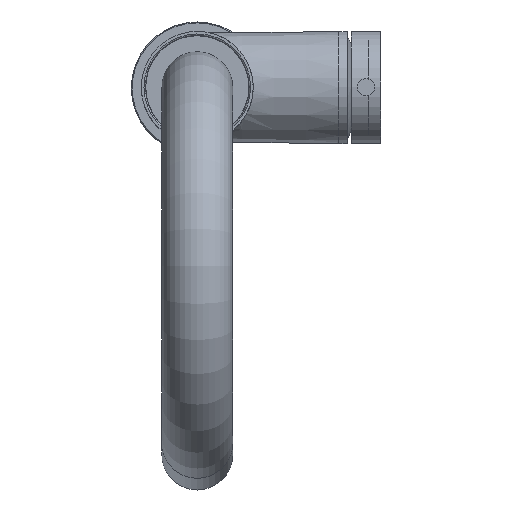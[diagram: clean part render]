
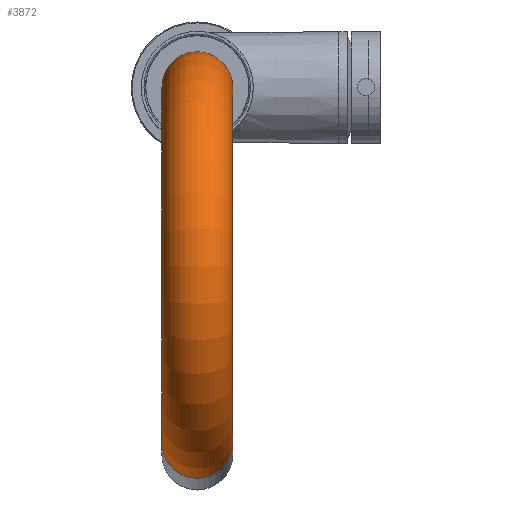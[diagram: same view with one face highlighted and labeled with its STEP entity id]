
A CAD part, top view. The second image highlights one B-rep face of the part: STEP entity #3872.
In plain terms, the highlighted toroidal (fillet/blend) face has major radius 61 mm and minor radius 12 mm.
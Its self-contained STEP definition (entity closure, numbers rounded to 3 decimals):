
#294=TOROIDAL_SURFACE('',#4284,61.,12.);
#794=FACE_OUTER_BOUND('',#1077,.T.);
#1077=EDGE_LOOP('',(#2650,#2651,#2652,#2653));
#1373=CIRCLE('',#4283,12.);
#1374=CIRCLE('',#4285,12.);
#1375=CIRCLE('',#4286,49.);
#1694=VERTEX_POINT('',#6252);
#1695=VERTEX_POINT('',#6256);
#2038=EDGE_CURVE('',#1694,#1694,#1373,.T.);
#2040=EDGE_CURVE('',#1695,#1695,#1374,.T.);
#2041=EDGE_CURVE('',#1695,#1694,#1375,.T.);
#2650=ORIENTED_EDGE('',*,*,#2040,.F.);
#2651=ORIENTED_EDGE('',*,*,#2041,.T.);
#2652=ORIENTED_EDGE('',*,*,#2038,.T.);
#2653=ORIENTED_EDGE('',*,*,#2041,.F.);
#3872=ADVANCED_FACE('',(#794),#294,.T.);
#4283=AXIS2_PLACEMENT_3D('',#6253,#4913,#4914);
#4284=AXIS2_PLACEMENT_3D('',#6255,#4916,#4917);
#4285=AXIS2_PLACEMENT_3D('',#6257,#4918,#4919);
#4286=AXIS2_PLACEMENT_3D('',#6258,#4920,#4921);
#4913=DIRECTION('center_axis',(0.,1.,0.));
#4914=DIRECTION('ref_axis',(-1.,0.,0.));
#4916=DIRECTION('center_axis',(0.,0.,-1.));
#4917=DIRECTION('ref_axis',(1.,0.,0.));
#4918=DIRECTION('center_axis',(0.174,-0.985,0.));
#4919=DIRECTION('ref_axis',(-0.985,-0.174,0.));
#4920=DIRECTION('center_axis',(0.,0.,1.));
#4921=DIRECTION('ref_axis',(1.,0.,0.));
#6252=CARTESIAN_POINT('',(12.,36.677,0.));
#6253=CARTESIAN_POINT('Origin',(0.,36.677,0.));
#6255=CARTESIAN_POINT('Origin',(61.,36.677,0.));
#6256=CARTESIAN_POINT('',(109.256,45.186,0.));
#6257=CARTESIAN_POINT('Origin',(121.073,47.27,0.));
#6258=CARTESIAN_POINT('Origin',(61.,36.677,0.));
